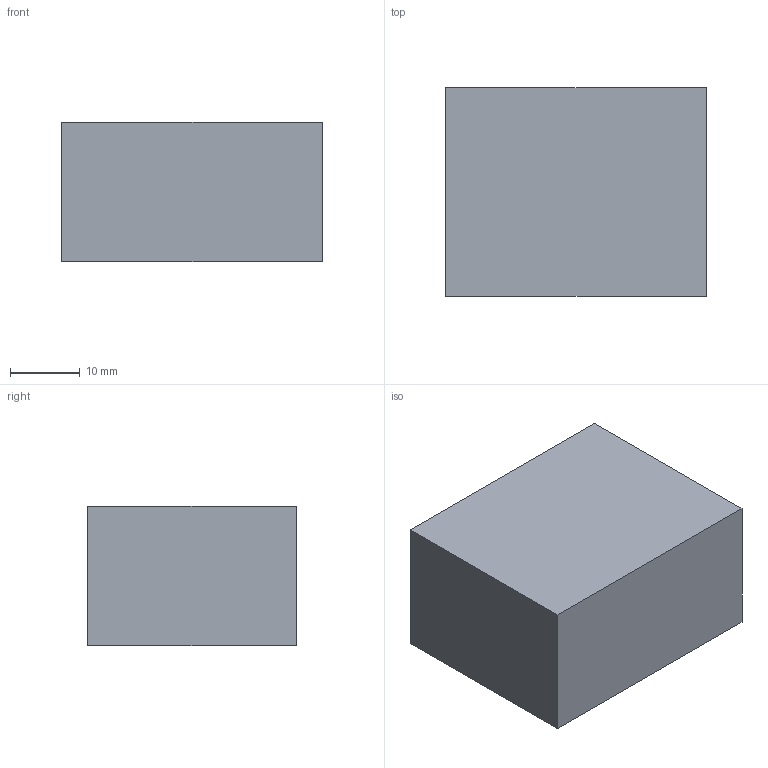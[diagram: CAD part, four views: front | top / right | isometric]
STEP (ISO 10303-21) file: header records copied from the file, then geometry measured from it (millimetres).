
FILE_DESCRIPTION(/* description */ ('STEP AP242','CAx-IF Rec.Pracs.---Representation and Presentation of Product Manufacturing Information (PMI)---4.0---2014-10-13','CAx-IF Rec.Pracs.---3D Tessellated Geometry---0.4---2014-09-14','2;1'),/* implementation_level */ '2;1');
FILE_NAME(/* name */ '6233bad088d48c7587d36bb9',/* time_stamp */ '2022-03-17T22:48:49+00:00',/* author */ (''),/* organization */ (''),/* preprocessor_version */ 'ST-DEVELOPER v18.101',/* originating_system */ ' ',/* authorisation */ ' ');
FILE_SCHEMA (('AP242_MANAGED_MODEL_BASED_3D_ENGINEERING_MIM_LF { 1 0 10303 442 1 1 4 }'));
Length unit declared in the file: metre
Products named in the file (1): Joystick Block
Bounding box: 37.5 x 30 x 20 mm (x, y, z)
Volume: 18103.5 mm3; surface area: 6133.6 mm2
Topology: 1 solids, 1 shells, 24 faces, 74 edges, 48 vertices
Faces by surface type: plane 14, cylinder 5, cone 5
Full cylindrical faces by diameter (mm): 4 x4, 24 x1
Entity records: 716 total; most frequent: DIRECTION 120, CARTESIAN_POINT 120, ORIENTED_EDGE 106, EDGE_CURVE 53, VERTEX_POINT 42, AXIS2_PLACEMENT_3D 42, LINE 36, VECTOR 36
